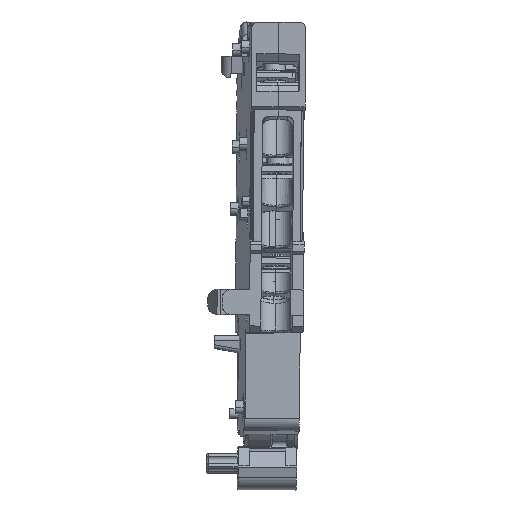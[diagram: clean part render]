
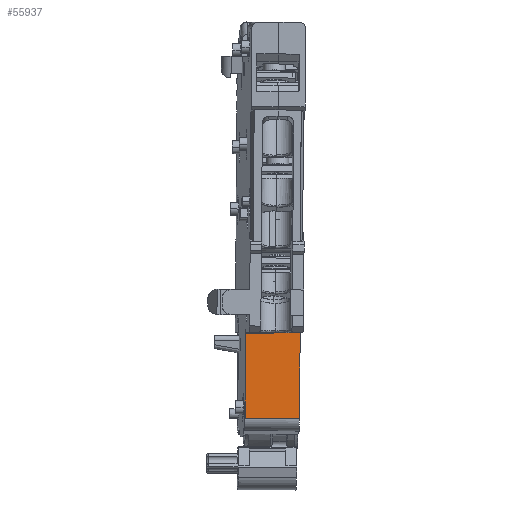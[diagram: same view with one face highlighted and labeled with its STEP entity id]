
A CAD part, left-side view. The second image highlights one B-rep face of the part: STEP entity #55937.
In plain terms, the highlighted face is planar.
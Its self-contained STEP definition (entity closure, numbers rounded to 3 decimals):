
#4476=DIRECTION('',(0.,0.,1.));
#4477=VECTOR('',#4476,13.711);
#4478=CARTESIAN_POINT('',(-14.2,0.,-13.711));
#4479=LINE('',#4478,#4477);
#9370=DIRECTION('',(0.,0.,1.));
#9371=VECTOR('',#9370,0.2);
#9372=CARTESIAN_POINT('',(-14.2,4.3,-0.2));
#9373=LINE('',#9372,#9371);
#9377=DIRECTION('',(0.,-1.,0.));
#9378=VECTOR('',#9377,4.3);
#9379=CARTESIAN_POINT('',(-14.2,4.3,0.));
#9380=LINE('',#9379,#9378);
#9391=DIRECTION('',(0.,-1.,0.));
#9392=VECTOR('',#9391,8.7);
#9393=CARTESIAN_POINT('',(-14.2,8.7,-13.711));
#9394=LINE('',#9393,#9392);
#9459=DIRECTION('',(0.,0.,-1.));
#9460=VECTOR('',#9459,13.511);
#9461=CARTESIAN_POINT('',(-14.2,8.7,-0.2));
#9462=LINE('',#9461,#9460);
#9562=DIRECTION('',(0.,1.,0.));
#9563=VECTOR('',#9562,4.4);
#9564=CARTESIAN_POINT('',(-14.2,4.3,-0.2));
#9565=LINE('',#9564,#9563);
#45248=CARTESIAN_POINT('',(-14.2,0.,-13.711));
#45249=VERTEX_POINT('',#45248);
#45250=CARTESIAN_POINT('',(-14.2,0.,0.));
#45251=VERTEX_POINT('',#45250);
#45849=CARTESIAN_POINT('',(-14.2,8.7,-0.2));
#45850=VERTEX_POINT('',#45849);
#45851=CARTESIAN_POINT('',(-14.2,8.7,-13.711));
#45852=VERTEX_POINT('',#45851);
#45873=CARTESIAN_POINT('',(-14.2,4.3,-0.2));
#45874=VERTEX_POINT('',#45873);
#46074=CARTESIAN_POINT('',(-14.2,4.3,0.));
#46075=VERTEX_POINT('',#46074);
#55920=CARTESIAN_POINT('',(-14.2,0.,-16.));
#55921=DIRECTION('',(-1.,0.,0.));
#55922=DIRECTION('',(0.,0.,1.));
#55923=AXIS2_PLACEMENT_3D('',#55920,#55921,#55922);
#55924=PLANE('',#55923);
#55926=ORIENTED_EDGE('',*,*,#55925,.F.);
#55928=ORIENTED_EDGE('',*,*,#55927,.F.);
#55930=ORIENTED_EDGE('',*,*,#55929,.F.);
#55932=ORIENTED_EDGE('',*,*,#55931,.T.);
#55933=ORIENTED_EDGE('',*,*,#55666,.T.);
#55934=ORIENTED_EDGE('',*,*,#52277,.F.);
#55935=EDGE_LOOP('',(#55926,#55928,#55930,#55932,#55933,#55934));
#55936=FACE_OUTER_BOUND('',#55935,.F.);
#55937=ADVANCED_FACE('',(#55936),#55924,.T.);
#52277=EDGE_CURVE('',#45249,#45251,#4479,.T.);
#55666=EDGE_CURVE('',#46075,#45251,#9380,.T.);
#55925=EDGE_CURVE('',#45852,#45249,#9394,.T.);
#55927=EDGE_CURVE('',#45850,#45852,#9462,.T.);
#55929=EDGE_CURVE('',#45874,#45850,#9565,.T.);
#55931=EDGE_CURVE('',#45874,#46075,#9373,.T.);
